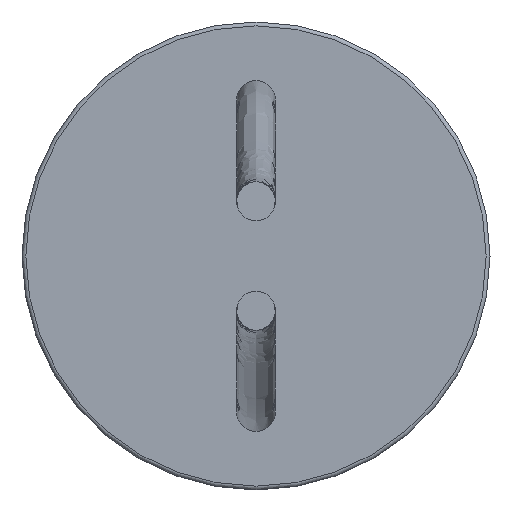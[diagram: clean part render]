
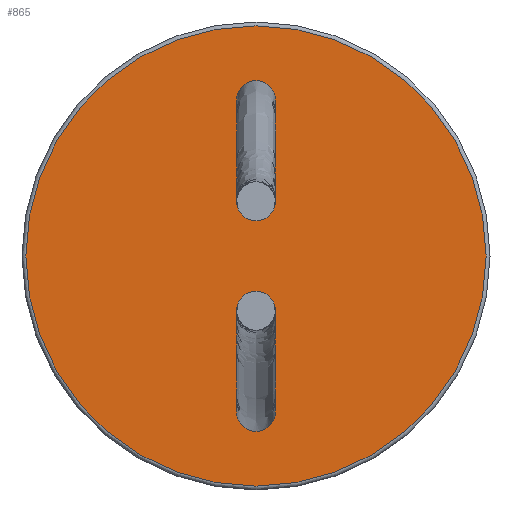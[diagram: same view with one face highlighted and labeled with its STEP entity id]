
A CAD part, left-side view. The second image highlights one B-rep face of the part: STEP entity #865.
In plain terms, the highlighted planar face has unit normal (-1, 0, 0).
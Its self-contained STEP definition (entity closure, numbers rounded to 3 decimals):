
#139 = CARTESIAN_POINT ( 'NONE',  ( -34.578, 12.194, 6.761 ) ) ;
#214 = AXIS2_PLACEMENT_3D ( 'NONE', #968, #1455, #703 ) ;
#231 = PLANE ( 'NONE',  #697 ) ;
#270 = DIRECTION ( 'NONE',  ( -1., 0., 0. ) ) ;
#347 = VERTEX_POINT ( 'NONE', #574 ) ;
#486 = FACE_BOUND ( 'NONE', #1071, .T. ) ;
#513 = ORIENTED_EDGE ( 'NONE', *, *, #1597, .F. ) ;
#520 = ORIENTED_EDGE ( 'NONE', *, *, #1153, .F. ) ;
#574 = CARTESIAN_POINT ( 'NONE',  ( -34.578, 12.194, 5.011 ) ) ;
#583 = CARTESIAN_POINT ( 'NONE',  ( -34.578, 12.194, 8.511 ) ) ;
#618 = VERTEX_POINT ( 'NONE', #583 ) ;
#644 = FACE_OUTER_BOUND ( 'NONE', #1223, .T. ) ;
#682 = EDGE_CURVE ( 'NONE', #1370, #1370, #754, .T. ) ;
#697 = AXIS2_PLACEMENT_3D ( 'NONE', #139, #1150, #1653 ) ;
#703 = DIRECTION ( 'NONE',  ( 0., 0., -1. ) ) ;
#754 = CIRCLE ( 'NONE', #214, 2.95 ) ;
#858 = EDGE_LOOP ( 'NONE', ( #520 ) ) ;
#865 = ADVANCED_FACE ( 'NONE', ( #644, #486, #1321 ), #231, .F. ) ;
#936 = AXIS2_PLACEMENT_3D ( 'NONE', #1405, #270, #1279 ) ;
#968 = CARTESIAN_POINT ( 'NONE',  ( -34.578, 12.194, 6.761 ) ) ;
#1071 = EDGE_LOOP ( 'NONE', ( #513 ) ) ;
#1100 = DIRECTION ( 'NONE',  ( -1., 0., 0. ) ) ;
#1150 = DIRECTION ( 'NONE',  ( 1., 0., 0. ) ) ;
#1153 = EDGE_CURVE ( 'NONE', #618, #618, #1464, .T. ) ;
#1219 = CARTESIAN_POINT ( 'NONE',  ( -34.578, 12.194, 8.761 ) ) ;
#1223 = EDGE_LOOP ( 'NONE', ( #1575 ) ) ;
#1225 = CARTESIAN_POINT ( 'NONE',  ( -34.578, 12.194, 3.811 ) ) ;
#1279 = DIRECTION ( 'NONE',  ( 0., 0., 1. ) ) ;
#1289 = CIRCLE ( 'NONE', #936, 0.25 ) ;
#1321 = FACE_BOUND ( 'NONE', #858, .T. ) ;
#1331 = AXIS2_PLACEMENT_3D ( 'NONE', #1219, #1100, #1605 ) ;
#1370 = VERTEX_POINT ( 'NONE', #1225 ) ;
#1405 = CARTESIAN_POINT ( 'NONE',  ( -34.578, 12.194, 4.761 ) ) ;
#1455 = DIRECTION ( 'NONE',  ( -1., 0., 0. ) ) ;
#1464 = CIRCLE ( 'NONE', #1331, 0.25 ) ;
#1575 = ORIENTED_EDGE ( 'NONE', *, *, #682, .T. ) ;
#1597 = EDGE_CURVE ( 'NONE', #347, #347, #1289, .T. ) ;
#1605 = DIRECTION ( 'NONE',  ( 0., 0., -1. ) ) ;
#1653 = DIRECTION ( 'NONE',  ( 0., 0., -1. ) ) ;
